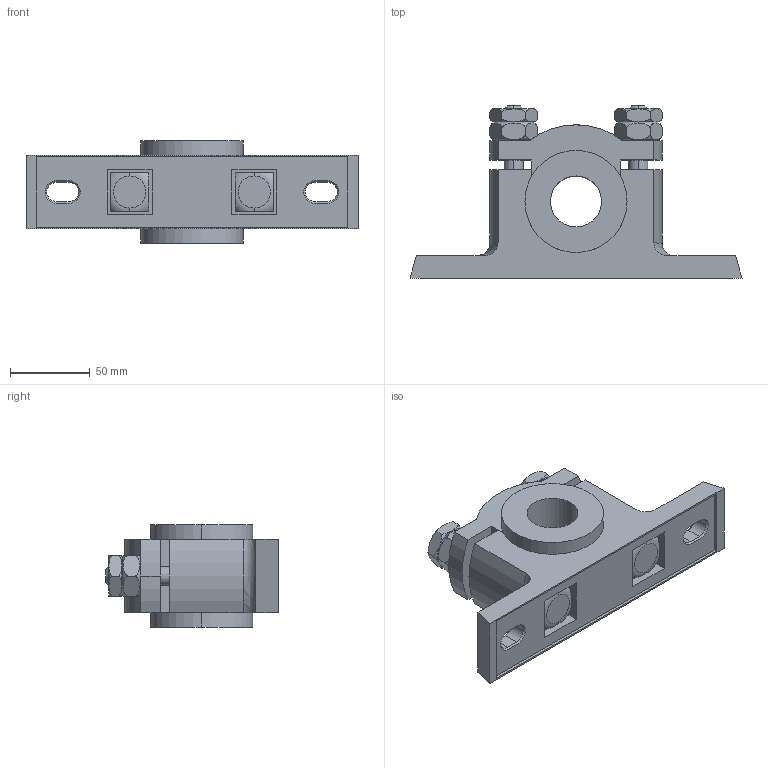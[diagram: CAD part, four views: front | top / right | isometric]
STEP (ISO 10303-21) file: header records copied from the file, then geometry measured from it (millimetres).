
FILE_DESCRIPTION (( 'STEP AP214' ), '1' );
FILE_NAME ('PBA-648-000.STEP', '2019-11-05T07:47:14', ( '' ), ( '' ), 'SwSTEP 2.0', 'SolidWorks 2018', '' );
FILE_SCHEMA (( 'AUTOMOTIVE_DESIGN' ));
Length unit declared in the file: millimetre
Products named in the file (7): PBA-648-006; PBA-648-005; PBA-648-001; PBA-648-002; PBA-648-000; PBA-648-004; PBA-648-003
Assembly tree (9 placements, depth 2):
  PBA-648-000
    PBA-648-001
    PBA-648-002
    PBA-648-006
    PBA-648-005  x2
    PBA-648-003  x2
    PBA-648-004  x2
Bounding box: 208 x 108 x 64 mm (x, y, z)
Volume: 472996.2 mm3; surface area: 110637.9 mm2
Topology: 9 solids, 9 shells, 241 faces, 593 edges, 382 vertices
Faces by surface type: plane 105, cylinder 63, torus 39, cone 34
Entity records: 7084 total; most frequent: CARTESIAN_POINT 2316, DIRECTION 924, ORIENTED_EDGE 906, EDGE_CURVE 453, AXIS2_PLACEMENT_3D 346, VERTEX_POINT 292, VECTOR 232, LINE 232
